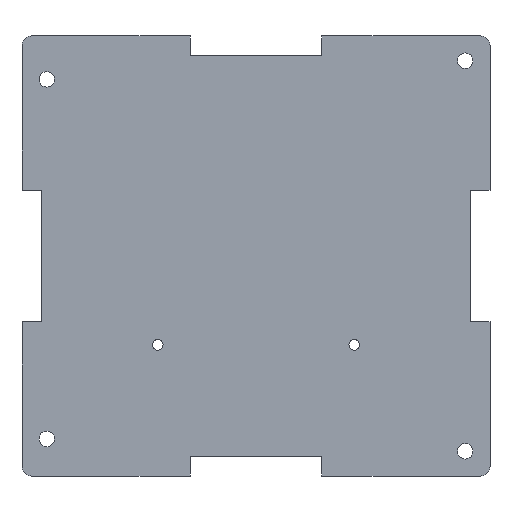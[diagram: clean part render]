
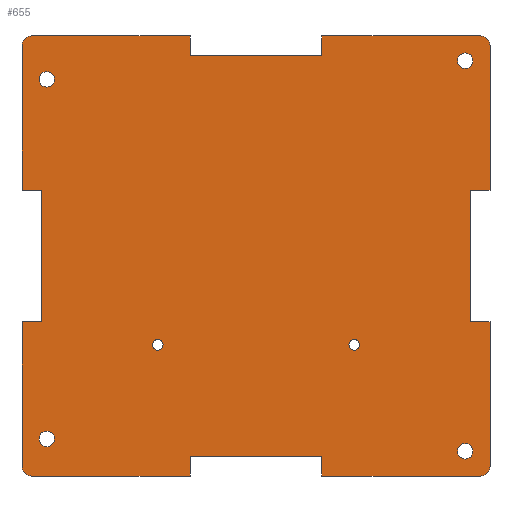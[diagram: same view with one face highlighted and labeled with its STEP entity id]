
A CAD part, top view. The second image highlights one B-rep face of the part: STEP entity #655.
In plain terms, the highlighted planar face has unit normal (0, 0, 1).
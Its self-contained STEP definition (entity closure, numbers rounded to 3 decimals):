
#15=FACE_BOUND('',#112,.T.);
#16=FACE_BOUND('',#113,.T.);
#17=FACE_BOUND('',#114,.T.);
#18=FACE_BOUND('',#115,.T.);
#19=FACE_BOUND('',#116,.T.);
#20=FACE_BOUND('',#117,.T.);
#47=PLANE('',#721);
#79=FACE_OUTER_BOUND('',#111,.T.);
#111=EDGE_LOOP('',(#555,#556,#557,#558,#559,#560,#561,#562,#563,#564,#565,
#566,#567,#568,#569,#570,#571,#572,#573,#574,#575,#576,#577,#578));
#112=EDGE_LOOP('',(#579));
#113=EDGE_LOOP('',(#580));
#114=EDGE_LOOP('',(#581));
#115=EDGE_LOOP('',(#582));
#116=EDGE_LOOP('',(#583));
#117=EDGE_LOOP('',(#584));
#133=LINE('',#943,#203);
#136=LINE('',#949,#206);
#139=LINE('',#955,#209);
#142=LINE('',#961,#212);
#145=LINE('',#967,#215);
#149=LINE('',#979,#219);
#152=LINE('',#985,#222);
#155=LINE('',#991,#225);
#158=LINE('',#997,#228);
#161=LINE('',#1003,#231);
#165=LINE('',#1015,#235);
#168=LINE('',#1021,#238);
#171=LINE('',#1027,#241);
#174=LINE('',#1033,#244);
#177=LINE('',#1039,#247);
#181=LINE('',#1051,#251);
#184=LINE('',#1057,#254);
#187=LINE('',#1063,#257);
#190=LINE('',#1069,#260);
#193=LINE('',#1075,#263);
#203=VECTOR('',#771,10.);
#206=VECTOR('',#776,10.);
#209=VECTOR('',#781,10.);
#212=VECTOR('',#786,10.);
#215=VECTOR('',#791,10.);
#219=VECTOR('',#803,10.);
#222=VECTOR('',#808,10.);
#225=VECTOR('',#813,10.);
#228=VECTOR('',#818,10.);
#231=VECTOR('',#823,10.);
#235=VECTOR('',#835,10.);
#238=VECTOR('',#840,10.);
#241=VECTOR('',#845,10.);
#244=VECTOR('',#850,10.);
#247=VECTOR('',#855,10.);
#251=VECTOR('',#867,10.);
#254=VECTOR('',#872,10.);
#257=VECTOR('',#877,10.);
#260=VECTOR('',#882,10.);
#263=VECTOR('',#887,10.);
#265=CIRCLE('',#672,1.09);
#267=CIRCLE('',#675,1.09);
#269=CIRCLE('',#678,1.59);
#271=CIRCLE('',#681,1.59);
#273=CIRCLE('',#684,1.59);
#275=CIRCLE('',#687,1.59);
#278=CIRCLE('',#696,2.);
#280=CIRCLE('',#704,2.);
#282=CIRCLE('',#712,2.);
#284=CIRCLE('',#720,2.);
#285=VERTEX_POINT('',#901);
#287=VERTEX_POINT('',#907);
#289=VERTEX_POINT('',#913);
#291=VERTEX_POINT('',#919);
#293=VERTEX_POINT('',#925);
#295=VERTEX_POINT('',#931);
#299=VERTEX_POINT('',#940);
#300=VERTEX_POINT('',#942);
#302=VERTEX_POINT('',#948);
#304=VERTEX_POINT('',#954);
#306=VERTEX_POINT('',#960);
#308=VERTEX_POINT('',#966);
#310=VERTEX_POINT('',#972);
#312=VERTEX_POINT('',#978);
#314=VERTEX_POINT('',#984);
#316=VERTEX_POINT('',#990);
#318=VERTEX_POINT('',#996);
#320=VERTEX_POINT('',#1002);
#322=VERTEX_POINT('',#1008);
#324=VERTEX_POINT('',#1014);
#326=VERTEX_POINT('',#1020);
#328=VERTEX_POINT('',#1026);
#330=VERTEX_POINT('',#1032);
#332=VERTEX_POINT('',#1038);
#334=VERTEX_POINT('',#1044);
#336=VERTEX_POINT('',#1050);
#338=VERTEX_POINT('',#1056);
#340=VERTEX_POINT('',#1062);
#342=VERTEX_POINT('',#1068);
#344=VERTEX_POINT('',#1074);
#345=EDGE_CURVE('',#285,#285,#265,.T.);
#348=EDGE_CURVE('',#287,#287,#267,.T.);
#351=EDGE_CURVE('',#289,#289,#269,.T.);
#354=EDGE_CURVE('',#291,#291,#271,.T.);
#357=EDGE_CURVE('',#293,#293,#273,.T.);
#360=EDGE_CURVE('',#295,#295,#275,.T.);
#365=EDGE_CURVE('',#300,#299,#133,.T.);
#368=EDGE_CURVE('',#302,#300,#136,.T.);
#371=EDGE_CURVE('',#304,#302,#139,.T.);
#374=EDGE_CURVE('',#306,#304,#142,.T.);
#377=EDGE_CURVE('',#308,#306,#145,.T.);
#380=EDGE_CURVE('',#310,#308,#278,.T.);
#383=EDGE_CURVE('',#312,#310,#149,.T.);
#386=EDGE_CURVE('',#314,#312,#152,.T.);
#389=EDGE_CURVE('',#316,#314,#155,.T.);
#392=EDGE_CURVE('',#318,#316,#158,.T.);
#395=EDGE_CURVE('',#320,#318,#161,.T.);
#398=EDGE_CURVE('',#322,#320,#280,.T.);
#401=EDGE_CURVE('',#324,#322,#165,.T.);
#404=EDGE_CURVE('',#326,#324,#168,.T.);
#407=EDGE_CURVE('',#328,#326,#171,.T.);
#410=EDGE_CURVE('',#330,#328,#174,.T.);
#413=EDGE_CURVE('',#332,#330,#177,.T.);
#416=EDGE_CURVE('',#334,#332,#282,.T.);
#419=EDGE_CURVE('',#336,#334,#181,.T.);
#422=EDGE_CURVE('',#338,#336,#184,.T.);
#425=EDGE_CURVE('',#340,#338,#187,.T.);
#428=EDGE_CURVE('',#342,#340,#190,.T.);
#431=EDGE_CURVE('',#344,#342,#193,.T.);
#434=EDGE_CURVE('',#299,#344,#284,.T.);
#555=ORIENTED_EDGE('',*,*,#434,.T.);
#556=ORIENTED_EDGE('',*,*,#431,.T.);
#557=ORIENTED_EDGE('',*,*,#428,.T.);
#558=ORIENTED_EDGE('',*,*,#425,.T.);
#559=ORIENTED_EDGE('',*,*,#422,.T.);
#560=ORIENTED_EDGE('',*,*,#419,.T.);
#561=ORIENTED_EDGE('',*,*,#416,.T.);
#562=ORIENTED_EDGE('',*,*,#413,.T.);
#563=ORIENTED_EDGE('',*,*,#410,.T.);
#564=ORIENTED_EDGE('',*,*,#407,.T.);
#565=ORIENTED_EDGE('',*,*,#404,.T.);
#566=ORIENTED_EDGE('',*,*,#401,.T.);
#567=ORIENTED_EDGE('',*,*,#398,.T.);
#568=ORIENTED_EDGE('',*,*,#395,.T.);
#569=ORIENTED_EDGE('',*,*,#392,.T.);
#570=ORIENTED_EDGE('',*,*,#389,.T.);
#571=ORIENTED_EDGE('',*,*,#386,.T.);
#572=ORIENTED_EDGE('',*,*,#383,.T.);
#573=ORIENTED_EDGE('',*,*,#380,.T.);
#574=ORIENTED_EDGE('',*,*,#377,.T.);
#575=ORIENTED_EDGE('',*,*,#374,.T.);
#576=ORIENTED_EDGE('',*,*,#371,.T.);
#577=ORIENTED_EDGE('',*,*,#368,.T.);
#578=ORIENTED_EDGE('',*,*,#365,.T.);
#579=ORIENTED_EDGE('',*,*,#345,.T.);
#580=ORIENTED_EDGE('',*,*,#348,.T.);
#581=ORIENTED_EDGE('',*,*,#360,.T.);
#582=ORIENTED_EDGE('',*,*,#357,.T.);
#583=ORIENTED_EDGE('',*,*,#354,.T.);
#584=ORIENTED_EDGE('',*,*,#351,.T.);
#655=ADVANCED_FACE('',(#79,#15,#16,#17,#18,#19,#20),#47,.T.);
#672=AXIS2_PLACEMENT_3D('',#902,#727,#728);
#675=AXIS2_PLACEMENT_3D('',#908,#734,#735);
#678=AXIS2_PLACEMENT_3D('',#914,#741,#742);
#681=AXIS2_PLACEMENT_3D('',#920,#748,#749);
#684=AXIS2_PLACEMENT_3D('',#926,#755,#756);
#687=AXIS2_PLACEMENT_3D('',#932,#762,#763);
#696=AXIS2_PLACEMENT_3D('',#973,#797,#798);
#704=AXIS2_PLACEMENT_3D('',#1009,#829,#830);
#712=AXIS2_PLACEMENT_3D('',#1045,#861,#862);
#720=AXIS2_PLACEMENT_3D('',#1079,#893,#894);
#721=AXIS2_PLACEMENT_3D('',#1080,#895,#896);
#727=DIRECTION('center_axis',(0.,0.,-1.));
#728=DIRECTION('ref_axis',(1.,0.,0.));
#734=DIRECTION('center_axis',(0.,0.,-1.));
#735=DIRECTION('ref_axis',(1.,0.,0.));
#741=DIRECTION('center_axis',(0.,0.,-1.));
#742=DIRECTION('ref_axis',(1.,0.,0.));
#748=DIRECTION('center_axis',(0.,0.,-1.));
#749=DIRECTION('ref_axis',(1.,0.,0.));
#755=DIRECTION('center_axis',(0.,0.,-1.));
#756=DIRECTION('ref_axis',(1.,0.,0.));
#762=DIRECTION('center_axis',(0.,0.,-1.));
#763=DIRECTION('ref_axis',(1.,0.,0.));
#771=DIRECTION('',(1.,0.,0.));
#776=DIRECTION('',(0.,-1.,0.));
#781=DIRECTION('',(1.,0.,0.));
#786=DIRECTION('',(0.,1.,0.));
#791=DIRECTION('',(1.,0.,0.));
#797=DIRECTION('center_axis',(0.,0.,1.));
#798=DIRECTION('ref_axis',(-1.,0.,0.));
#803=DIRECTION('',(0.,-1.,0.));
#808=DIRECTION('',(-1.,0.,0.));
#813=DIRECTION('',(0.,-1.,0.));
#818=DIRECTION('',(1.,0.,0.));
#823=DIRECTION('',(0.,-1.,0.));
#829=DIRECTION('center_axis',(0.,0.,1.));
#830=DIRECTION('ref_axis',(0.,1.,0.));
#835=DIRECTION('',(-1.,0.,0.));
#840=DIRECTION('',(0.,1.,0.));
#845=DIRECTION('',(-1.,0.,0.));
#850=DIRECTION('',(0.,-1.,0.));
#855=DIRECTION('',(-1.,0.,0.));
#861=DIRECTION('center_axis',(0.,0.,1.));
#862=DIRECTION('ref_axis',(1.,0.,0.));
#867=DIRECTION('',(0.,1.,0.));
#872=DIRECTION('',(1.,0.,0.));
#877=DIRECTION('',(0.,1.,0.));
#882=DIRECTION('',(-1.,0.,0.));
#887=DIRECTION('',(0.,1.,0.));
#893=DIRECTION('center_axis',(0.,0.,1.));
#894=DIRECTION('ref_axis',(0.,-1.,0.));
#895=DIRECTION('center_axis',(0.,0.,1.));
#896=DIRECTION('ref_axis',(1.,0.,0.));
#901=CARTESIAN_POINT('',(26.715,26.884,0.8));
#902=CARTESIAN_POINT('Origin',(27.805,26.884,0.8));
#907=CARTESIAN_POINT('',(66.995,26.884,0.8));
#908=CARTESIAN_POINT('Origin',(68.085,26.884,0.8));
#913=CARTESIAN_POINT('',(89.22,85.09,0.8));
#914=CARTESIAN_POINT('Origin',(90.81,85.09,0.8));
#919=CARTESIAN_POINT('',(3.49,81.28,0.8));
#920=CARTESIAN_POINT('Origin',(5.08,81.28,0.8));
#925=CARTESIAN_POINT('',(3.49,7.62,0.8));
#926=CARTESIAN_POINT('Origin',(5.08,7.62,0.8));
#931=CARTESIAN_POINT('',(89.22,5.08,0.8));
#932=CARTESIAN_POINT('Origin',(90.81,5.08,0.8));
#940=CARTESIAN_POINT('',(93.89,0.,0.8));
#942=CARTESIAN_POINT('',(61.445,0.,0.8));
#943=CARTESIAN_POINT('',(2.,0.,0.8));
#948=CARTESIAN_POINT('',(61.445,4.,0.8));
#949=CARTESIAN_POINT('',(61.445,0.,0.8));
#954=CARTESIAN_POINT('',(34.445,4.,0.8));
#955=CARTESIAN_POINT('',(61.445,4.,0.8));
#960=CARTESIAN_POINT('',(34.445,0.,0.8));
#961=CARTESIAN_POINT('',(34.445,4.,0.8));
#966=CARTESIAN_POINT('',(2.,0.,0.8));
#967=CARTESIAN_POINT('',(0.,0.,0.8));
#972=CARTESIAN_POINT('',(0.,2.,0.8));
#973=CARTESIAN_POINT('Origin',(2.,2.,0.8));
#978=CARTESIAN_POINT('',(0.,31.585,0.8));
#979=CARTESIAN_POINT('',(0.,0.,0.8));
#984=CARTESIAN_POINT('',(4.,31.585,0.8));
#985=CARTESIAN_POINT('',(0.,31.585,0.8));
#990=CARTESIAN_POINT('',(4.,58.585,0.8));
#991=CARTESIAN_POINT('',(4.,31.585,0.8));
#996=CARTESIAN_POINT('',(0.,58.585,0.8));
#997=CARTESIAN_POINT('',(4.,58.585,0.8));
#1002=CARTESIAN_POINT('',(0.,88.17,0.8));
#1003=CARTESIAN_POINT('',(0.,81.28,0.8));
#1008=CARTESIAN_POINT('',(2.,90.17,0.8));
#1009=CARTESIAN_POINT('Origin',(2.,88.17,0.8));
#1014=CARTESIAN_POINT('',(34.445,90.17,0.8));
#1015=CARTESIAN_POINT('',(0.,90.17,0.8));
#1020=CARTESIAN_POINT('',(34.445,86.17,0.8));
#1021=CARTESIAN_POINT('',(34.445,86.17,0.8));
#1026=CARTESIAN_POINT('',(61.445,86.17,0.8));
#1027=CARTESIAN_POINT('',(61.445,86.17,0.8));
#1032=CARTESIAN_POINT('',(61.445,90.17,0.8));
#1033=CARTESIAN_POINT('',(61.445,90.17,0.8));
#1038=CARTESIAN_POINT('',(93.89,90.17,0.8));
#1039=CARTESIAN_POINT('',(95.89,90.17,0.8));
#1044=CARTESIAN_POINT('',(95.89,88.17,0.8));
#1045=CARTESIAN_POINT('Origin',(93.89,88.17,0.8));
#1050=CARTESIAN_POINT('',(95.89,58.585,0.8));
#1051=CARTESIAN_POINT('',(95.89,2.,0.8));
#1056=CARTESIAN_POINT('',(91.89,58.585,0.8));
#1057=CARTESIAN_POINT('',(91.89,58.585,0.8));
#1062=CARTESIAN_POINT('',(91.89,31.585,0.8));
#1063=CARTESIAN_POINT('',(91.89,31.585,0.8));
#1068=CARTESIAN_POINT('',(95.89,31.585,0.8));
#1069=CARTESIAN_POINT('',(95.89,31.585,0.8));
#1074=CARTESIAN_POINT('',(95.89,2.,0.8));
#1075=CARTESIAN_POINT('',(95.89,0.,0.8));
#1079=CARTESIAN_POINT('Origin',(93.89,2.,0.8));
#1080=CARTESIAN_POINT('Origin',(47.945,45.085,0.8));
